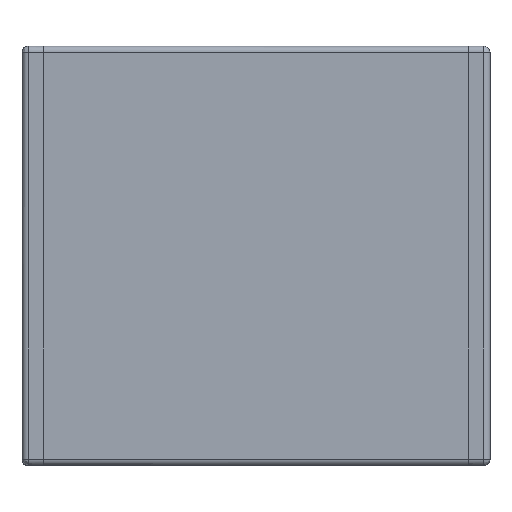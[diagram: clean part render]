
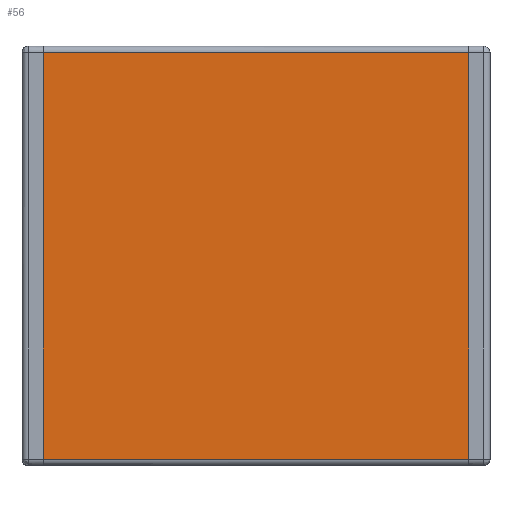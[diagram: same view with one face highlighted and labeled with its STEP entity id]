
A CAD part, top view. The second image highlights one B-rep face of the part: STEP entity #56.
In plain terms, the highlighted planar face has unit normal (0, 0, 1).
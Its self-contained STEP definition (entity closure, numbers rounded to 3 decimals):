
#56=ADVANCED_FACE('',(#102),#654,.T.);
#102=FACE_OUTER_BOUND('',#148,.T.);
#148=EDGE_LOOP('',(#208,#209,#210,#211));
#208=ORIENTED_EDGE('',*,*,#389,.F.);
#209=ORIENTED_EDGE('',*,*,#397,.F.);
#210=ORIENTED_EDGE('',*,*,#384,.F.);
#211=ORIENTED_EDGE('',*,*,#396,.F.);
#384=EDGE_CURVE('',#577,#576,#520,.T.);
#389=EDGE_CURVE('',#587,#586,#525,.T.);
#396=EDGE_CURVE('',#586,#577,#532,.T.);
#397=EDGE_CURVE('',#576,#587,#533,.T.);
#520=B_SPLINE_CURVE_WITH_KNOTS('',1,(#798,#799),.UNSPECIFIED.,.F.,.F.,(2,
2),(-55.,-41.7),.UNSPECIFIED.);
#525=B_SPLINE_CURVE_WITH_KNOTS('',1,(#808,#809),.UNSPECIFIED.,.F.,.F.,(2,
2),(-27.4,-14.1),.UNSPECIFIED.);
#532=B_SPLINE_CURVE_WITH_KNOTS('',1,(#822,#823),.UNSPECIFIED.,.F.,.F.,(2,
2),(0.,13.9),.UNSPECIFIED.);
#533=B_SPLINE_CURVE_WITH_KNOTS('',1,(#824,#825),.UNSPECIFIED.,.F.,.F.,(2,
2),(0.,13.9),.UNSPECIFIED.);
#576=VERTEX_POINT('',#782);
#577=VERTEX_POINT('',#783);
#586=VERTEX_POINT('',#792);
#587=VERTEX_POINT('',#793);
#654=PLANE('',#692);
#692=AXIS2_PLACEMENT_3D('',#774,#733,$);
#733=DIRECTION('',(0.,0.,1.));
#774=CARTESIAN_POINT('',(6.95,-6.85,7.));
#782=CARTESIAN_POINT('',(-6.95,6.65,7.));
#783=CARTESIAN_POINT('',(-6.95,-6.65,7.));
#792=CARTESIAN_POINT('',(6.95,-6.65,7.));
#793=CARTESIAN_POINT('',(6.95,6.65,7.));
#798=CARTESIAN_POINT('',(-6.95,-6.65,7.));
#799=CARTESIAN_POINT('',(-6.95,6.65,7.));
#808=CARTESIAN_POINT('',(6.95,6.65,7.));
#809=CARTESIAN_POINT('',(6.95,-6.65,7.));
#822=CARTESIAN_POINT('',(6.95,-6.65,7.));
#823=CARTESIAN_POINT('',(-6.95,-6.65,7.));
#824=CARTESIAN_POINT('',(-6.95,6.65,7.));
#825=CARTESIAN_POINT('',(6.95,6.65,7.));
